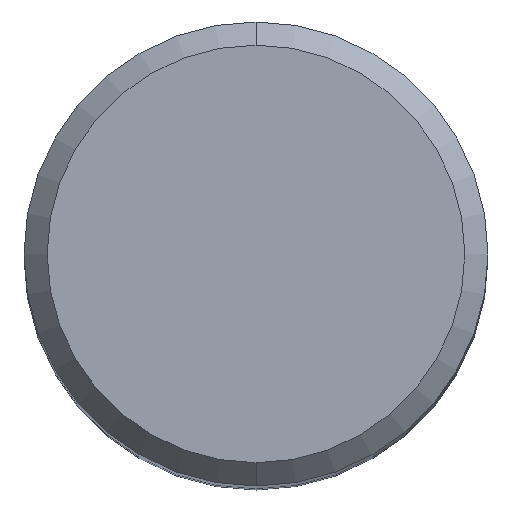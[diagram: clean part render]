
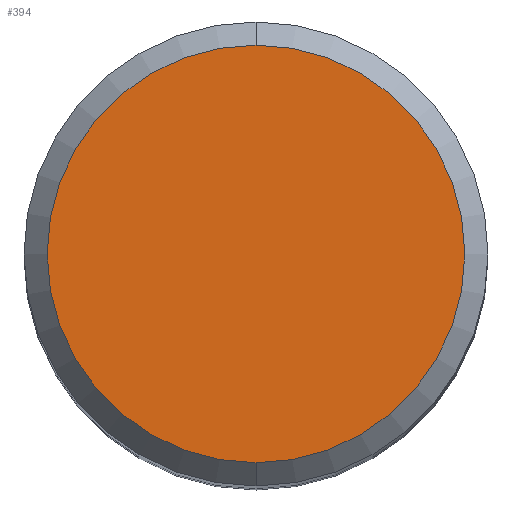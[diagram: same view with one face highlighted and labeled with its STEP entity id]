
A CAD part, top view. The second image highlights one B-rep face of the part: STEP entity #394.
In plain terms, the highlighted planar face has unit normal (0, 0, 1).
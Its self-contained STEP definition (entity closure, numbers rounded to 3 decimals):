
#244=VERTEX_POINT('',#520);
#256=VERTEX_POINT('',#533);
#288=EDGE_CURVE('',#256,#244,#568,.T.);
#368=EDGE_CURVE('',#244,#256,#654,.T.);
#394=ADVANCED_FACE('',(#683),#684,.T.);
#520=CARTESIAN_POINT('',(0.,-9.0,0.0));
#533=CARTESIAN_POINT('',(0.0,9.0,0.0));
#568=CIRCLE('',#1162,9.0);
#654=CIRCLE('',#1375,9.0);
#683=FACE_OUTER_BOUND('',#1420,.T.);
#684=PLANE('',#1421);
#1162=AXIS2_PLACEMENT_3D('',#1594,#1595,#1596);
#1375=AXIS2_PLACEMENT_3D('',#1690,#1691,#1692);
#1420=EDGE_LOOP('',(#1726,#1727));
#1421=AXIS2_PLACEMENT_3D('',#1728,#1729,#1730);
#1594=CARTESIAN_POINT('',(0.0,0.0,0.0));
#1595=DIRECTION('',(0.0,0.0,-1.0));
#1596=DIRECTION('',(0.0,1.0,0.0));
#1690=CARTESIAN_POINT('',(0.0,0.0,0.0));
#1691=DIRECTION('',(0.0,0.0,-1.0));
#1692=DIRECTION('',(0.0,1.0,0.0));
#1726=ORIENTED_EDGE('',*,*,#288,.F.);
#1727=ORIENTED_EDGE('',*,*,#368,.F.);
#1728=CARTESIAN_POINT('',(0.0,4.5,0.0));
#1729=DIRECTION('',(-0.0,0.0,1.0));
#1730=DIRECTION('',(0.0,-1.0,0.0));
